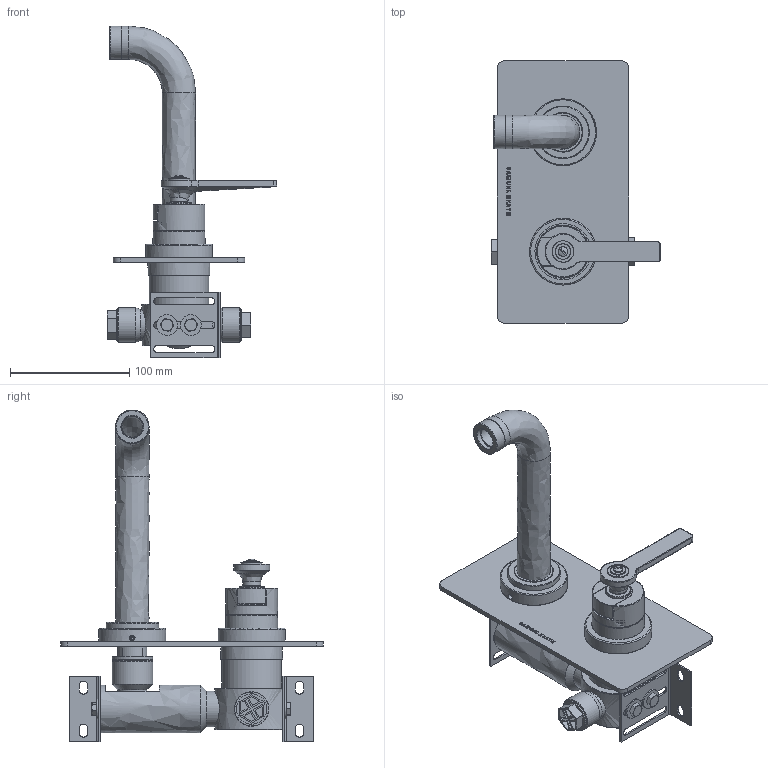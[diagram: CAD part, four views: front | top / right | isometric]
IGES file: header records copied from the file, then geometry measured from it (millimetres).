
Global section: file name: V7K20-RH-2LF; native system: Autodesk Inventor 2018; preprocessor: unknown; author: aduggalther; date: 20171213.074219; units: millimetre
Bounding box: 142.02 x 220 x 278.1 mm (x, y, z)
Volume: 557446.1 mm3; surface area: 280916.9 mm2
Topology: 54 solids, 54 shells, 1445 faces, 3850 edges, 2624 vertices
Faces by surface type: bspline 1445
